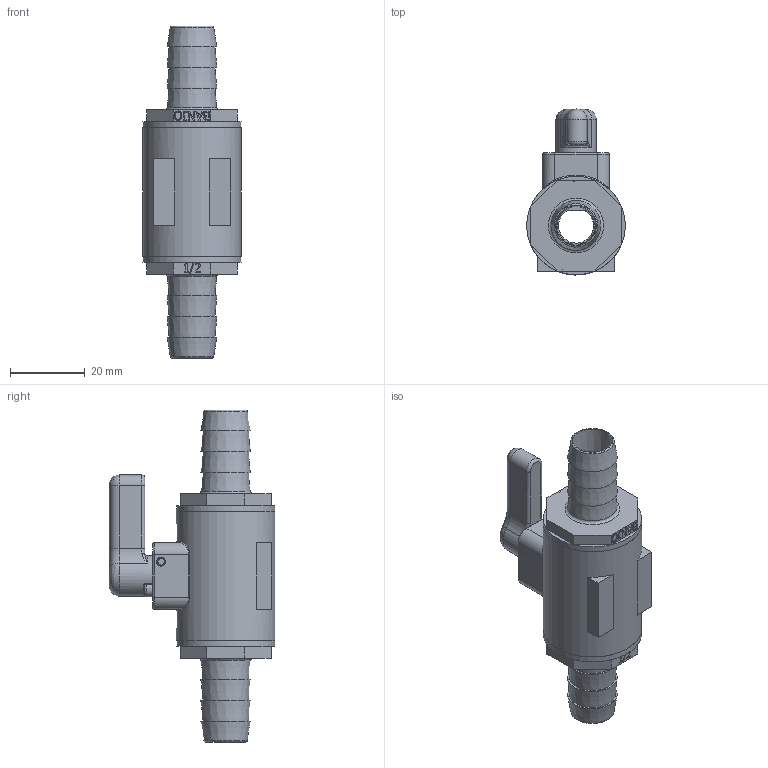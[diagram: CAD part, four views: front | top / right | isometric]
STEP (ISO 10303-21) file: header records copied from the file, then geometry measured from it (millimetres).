
FILE_DESCRIPTION((''),'2;1');
FILE_NAME('LVHB050V.stp','2012-09-12T10:11:45',('areid'),(''),'Autodesk Inventor 2012','Autodesk Inventor 2012','');
FILE_SCHEMA(('AUTOMOTIVE_DESIGN { 1 0 10303 214 1 1 1 1 }'));
Length unit declared in the file: inch
Products named in the file (9): LVHB050V; LV038SUBV; LV03254A; AQ010V; LV02153B; LEV03255; WS10002; LVHB05256; LV03258V
Assembly tree (10 placements, depth 3):
  LVHB050V
    LV038SUBV
      LV03254A
      AQ010V
      LV02153B
      LEV03255
      WS10002
    LVHB05256  x2
    LV03258V  x2
Bounding box: 26.29 x 44.26 x 88.65 mm (x, y, z)
Volume: 25390.2 mm3; surface area: 19235.7 mm2
Topology: 9 solids, 9 shells, 647 faces, 1584 edges, 997 vertices
Faces by surface type: plane 292, bspline 155, cylinder 103, torus 53, cone 34, sphere 10
Full cylindrical faces by diameter (mm): 2.362 x3, 6.35 x1, 6.375 x1, 9.347 x1, 9.449 x1, 9.525 x1, 9.55 x1, 10.16 x2, 10.693 x2, 10.795 x1, 19.939 x2, 20.625 x2, 21.082 x2, 21.463 x2, 23.368 x2, 26.289 x3
Entity records: 17359 total; most frequent: CARTESIAN_POINT 6662, ORIENTED_EDGE 2224, DIRECTION 1935, EDGE_CURVE 1112, AXIS2_PLACEMENT_3D 737, VERTEX_POINT 727, EDGE_LOOP 587, FACE_OUTER_BOUND 485
